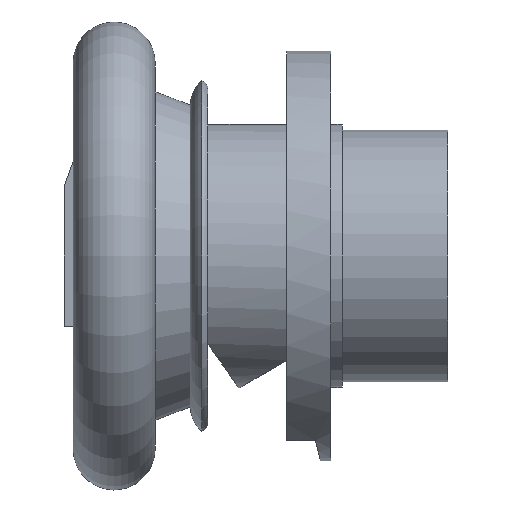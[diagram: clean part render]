
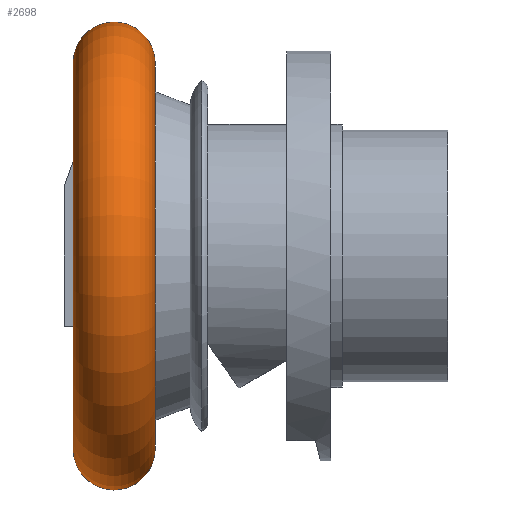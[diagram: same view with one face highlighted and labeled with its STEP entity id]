
A CAD part, front view. The second image highlights one B-rep face of the part: STEP entity #2698.
In plain terms, the highlighted toroidal (fillet/blend) face has major radius 66 mm and minor radius 14 mm.
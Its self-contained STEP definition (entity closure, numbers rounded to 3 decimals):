
#214 = CARTESIAN_POINT ( 'NONE',  ( 14., 0., -66. ) ) ;
#215 = DIRECTION ( 'NONE',  ( 0., 1., 0. ) ) ;
#216 = DIRECTION ( 'NONE',  ( 0., 0., 1. ) ) ;
#361 = AXIS2_PLACEMENT_3D ( 'NONE', #2063, #2064, #2065 ) ;
#362 = AXIS2_PLACEMENT_3D ( 'NONE', #2066, #2067, #2068 ) ;
#413 = EDGE_CURVE ( 'NONE', #2961, #2963, #3336, .T. ) ;
#415 = EDGE_CURVE ( 'NONE', #2962, #2964, #3337, .T. ) ;
#488 = AXIS2_PLACEMENT_3D ( 'NONE', #214, #215, #216 ) ;
#490 = AXIS2_PLACEMENT_3D ( 'NONE', #1873, #1874, #1875 ) ;
#542 = EDGE_CURVE ( 'NONE', #2963, #2964, #3449, .T. ) ;
#543 = EDGE_CURVE ( 'NONE', #2961, #2962, #3451, .T. ) ;
#774 = EDGE_LOOP ( 'NONE', ( #2629, #2640, #2641, #2642 ) ) ;
#1663 = DIRECTION ( 'NONE',  ( -1., 0., 0. ) ) ;
#1666 = CARTESIAN_POINT ( 'NONE',  ( 14., 0., 0. ) ) ;
#1668 = DIRECTION ( 'NONE',  ( 0., 0., 1. ) ) ;
#1873 = CARTESIAN_POINT ( 'NONE',  ( 14., 0., 66. ) ) ;
#1874 = DIRECTION ( 'NONE',  ( 0., -1., 0. ) ) ;
#1875 = DIRECTION ( 'NONE',  ( 0., 0., -1. ) ) ;
#2063 = CARTESIAN_POINT ( 'NONE',  ( 0., 0., 0. ) ) ;
#2064 = DIRECTION ( 'NONE',  ( -1., 0., 0. ) ) ;
#2065 = DIRECTION ( 'NONE',  ( 0., 0., 1. ) ) ;
#2066 = CARTESIAN_POINT ( 'NONE',  ( 25., 0., 0. ) ) ;
#2067 = DIRECTION ( 'NONE',  ( -1., 0., 0. ) ) ;
#2068 = DIRECTION ( 'NONE',  ( 0., 0., 1. ) ) ;
#2125 = AXIS2_PLACEMENT_3D ( 'NONE', #1666, #1663, #1668 ) ;
#2317 = CARTESIAN_POINT ( 'NONE',  ( 25., 0., -57.34 ) ) ;
#2318 = CARTESIAN_POINT ( 'NONE',  ( 25., 0., 57.34 ) ) ;
#2319 = CARTESIAN_POINT ( 'NONE',  ( 0., 0., -66. ) ) ;
#2320 = CARTESIAN_POINT ( 'NONE',  ( 0., 0., 66. ) ) ;
#2629 = ORIENTED_EDGE ( 'NONE', *, *, #413, .F. ) ;
#2640 = ORIENTED_EDGE ( 'NONE', *, *, #543, .T. ) ;
#2641 = ORIENTED_EDGE ( 'NONE', *, *, #415, .T. ) ;
#2642 = ORIENTED_EDGE ( 'NONE', *, *, #542, .F. ) ;
#2698 = ADVANCED_FACE ( 'NONE', ( #3665 ), #3652, .T. ) ;
#2961 = VERTEX_POINT ( 'NONE', #2317 ) ;
#2962 = VERTEX_POINT ( 'NONE', #2318 ) ;
#2963 = VERTEX_POINT ( 'NONE', #2319 ) ;
#2964 = VERTEX_POINT ( 'NONE', #2320 ) ;
#3336 = CIRCLE ( 'NONE', #488, 14. ) ;
#3337 = CIRCLE ( 'NONE', #490, 14. ) ;
#3449 = CIRCLE ( 'NONE', #361, 66. ) ;
#3451 = CIRCLE ( 'NONE', #362, 57.34 ) ;
#3652 = TOROIDAL_SURFACE ( 'NONE', #2125, 66., 14. ) ;
#3665 = FACE_OUTER_BOUND ( 'NONE', #774, .T. ) ;
